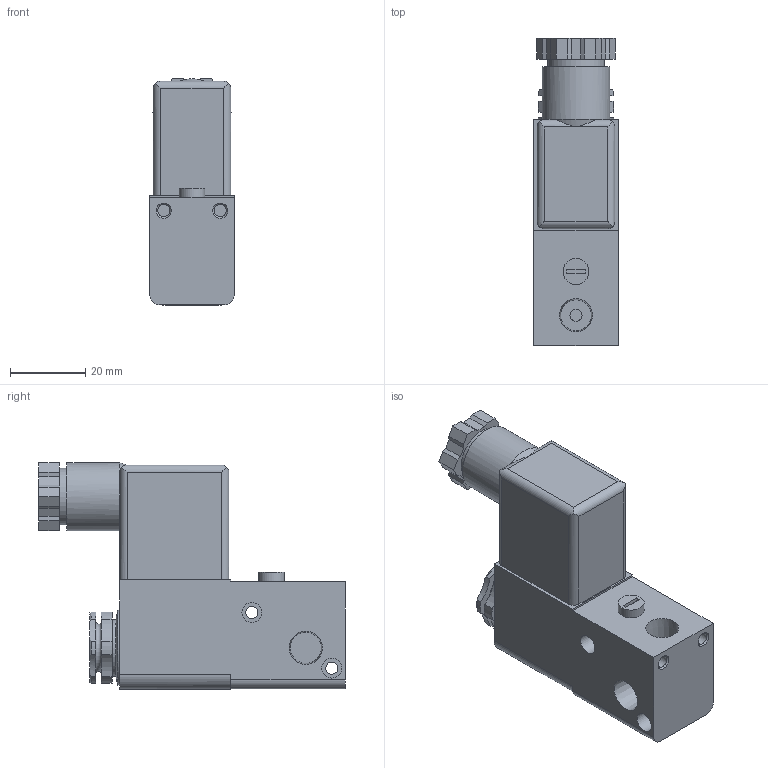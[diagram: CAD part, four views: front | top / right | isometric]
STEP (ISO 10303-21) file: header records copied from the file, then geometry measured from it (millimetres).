
FILE_DESCRIPTION( ( 'STEP AP203' ), '1' );
FILE_NAME( 'MVDC-220-3E1-DC24.stp', '2020-05-06T13:39:39', ( 'License CC BY-ND 4.0' ), ( 'CADENAS' ), ' ', 'PARTsolutions', ' ' );
FILE_SCHEMA( ( 'CONFIG_CONTROL_DESIGN' ) );
Length unit declared in the file: millimetre
Products named in the file (1): _MVDC-220-3E1-DC24
Bounding box: 22.3 x 81.4 x 60.1 mm (x, y, z)
Volume: 59610.4 mm3; surface area: 14622 mm2
Topology: 1 solids, 1 shells, 143 faces, 350 edges, 229 vertices
Faces by surface type: plane 73, cylinder 51, cone 18, torus 1
Full cylindrical faces by diameter (mm): 3.2 x3, 3.242 x2, 5.3 x4, 6.9 x1, 9 x1, 15 x2, 18 x1, 20 x1
Entity records: 4188 total; most frequent: CARTESIAN_POINT 784, DIRECTION 720, ORIENTED_EDGE 646, EDGE_CURVE 323, AXIS2_PLACEMENT_3D 273, VERTEX_POINT 227, EDGE_LOOP 192, LINE 174
